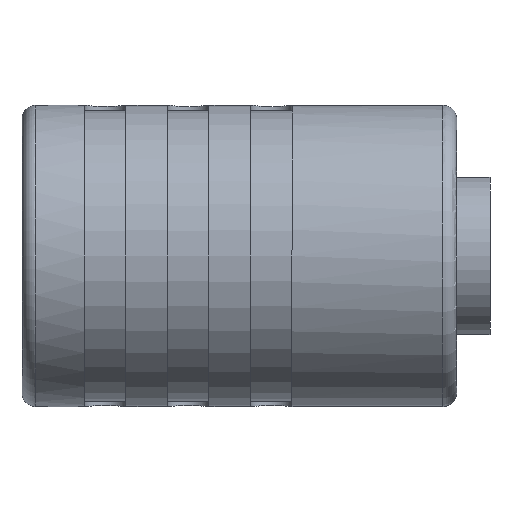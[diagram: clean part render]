
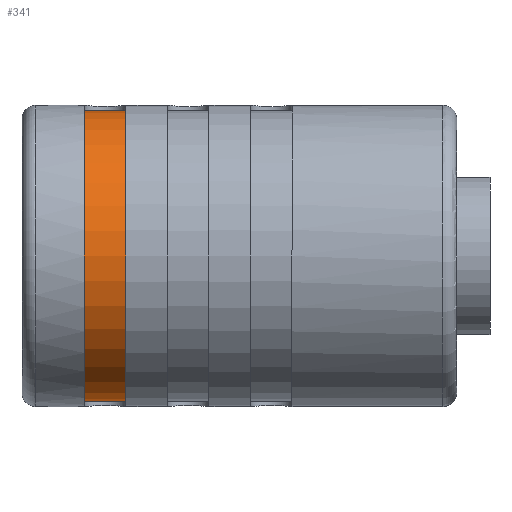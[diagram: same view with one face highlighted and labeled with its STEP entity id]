
A CAD part, front view. The second image highlights one B-rep face of the part: STEP entity #341.
In plain terms, the highlighted cylindrical face has radius 5.25 mm (diameter 10.5 mm), a partial arc.
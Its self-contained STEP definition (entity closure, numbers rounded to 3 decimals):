
#143=B_SPLINE_CURVE_WITH_KNOTS('',3,(#3243,#3244,#3245,#3246,#3247,#3248,
#3249,#3250,#3251,#3252,#3253,#3254,#3255,#3256,#3257,#3258,#3259,#3260,
#3261,#3262,#3263,#3264,#3265,#3266,#3267,#3268,#3269,#3270,#3271,#3272,
#3273),.UNSPECIFIED.,.F.,.F.,(4,3,3,3,3,3,3,3,3,3,4),(0.,0.107,
0.213,0.321,0.428,0.536,
0.642,0.748,0.856,0.964,1.),
 .UNSPECIFIED.);
#144=B_SPLINE_CURVE_WITH_KNOTS('',3,(#3274,#3275,#3276,#3277,#3278,#3279,
#3280,#3281,#3282,#3283,#3284,#3285,#3286,#3287,#3288,#3289,#3290,#3291,
#3292,#3293,#3294,#3295,#3296,#3297,#3298,#3299,#3300,#3301,#3302,#3303,
#3304),.UNSPECIFIED.,.F.,.F.,(4,3,3,3,3,3,3,3,3,3,4),(0.,0.107,
0.213,0.321,0.428,0.536,
0.642,0.748,0.856,0.964,1.),
 .UNSPECIFIED.);
#341=ADVANCED_FACE('',(#484),#405,.T.);
#405=CYLINDRICAL_SURFACE('',#1977,5.25);
#484=FACE_OUTER_BOUND('',#606,.T.);
#606=EDGE_LOOP('',(#1113,#1114,#1115,#1116));
#718=CIRCLE('',#1973,5.25);
#719=CIRCLE('',#1975,5.25);
#1113=ORIENTED_EDGE('',*,*,#1561,.T.);
#1114=ORIENTED_EDGE('',*,*,#1555,.T.);
#1115=ORIENTED_EDGE('',*,*,#1562,.T.);
#1116=ORIENTED_EDGE('',*,*,#1559,.F.);
#1335=VERTEX_POINT('',#3232);
#1336=VERTEX_POINT('',#3233);
#1337=VERTEX_POINT('',#3238);
#1338=VERTEX_POINT('',#3240);
#1555=EDGE_CURVE('',#1335,#1336,#718,.T.);
#1559=EDGE_CURVE('',#1337,#1338,#719,.T.);
#1561=EDGE_CURVE('',#1337,#1335,#143,.T.);
#1562=EDGE_CURVE('',#1336,#1338,#144,.T.);
#1973=AXIS2_PLACEMENT_3D('',#3231,#2444,#2445);
#1975=AXIS2_PLACEMENT_3D('',#3239,#2451,#2452);
#1977=AXIS2_PLACEMENT_3D('',#3305,#2456,#2457);
#2444=DIRECTION('',(-1.,0.,0.));
#2445=DIRECTION('',(0.,0.,-1.));
#2451=DIRECTION('',(-1.,0.,0.));
#2452=DIRECTION('',(0.,0.,-1.));
#2456=DIRECTION('',(-1.,0.,0.));
#2457=DIRECTION('',(0.,0.,-1.));
#3231=CARTESIAN_POINT('',(78.75,20.5,-3.5));
#3232=CARTESIAN_POINT('',(78.75,20.5,-8.75));
#3233=CARTESIAN_POINT('',(78.75,20.5,1.75));
#3238=CARTESIAN_POINT('',(77.25,20.5,-8.75));
#3239=CARTESIAN_POINT('',(77.25,20.5,-3.5));
#3240=CARTESIAN_POINT('',(77.25,20.5,1.75));
#3243=CARTESIAN_POINT('',(77.25,20.5,-8.75));
#3244=CARTESIAN_POINT('',(77.25,20.583,-8.75));
#3245=CARTESIAN_POINT('',(77.264,20.668,-8.748));
#3246=CARTESIAN_POINT('',(77.292,20.747,-8.744));
#3247=CARTESIAN_POINT('',(77.319,20.826,-8.74));
#3248=CARTESIAN_POINT('',(77.36,20.901,-8.735));
#3249=CARTESIAN_POINT('',(77.412,20.966,-8.729));
#3250=CARTESIAN_POINT('',(77.464,21.031,-8.723));
#3251=CARTESIAN_POINT('',(77.528,21.089,-8.717));
#3252=CARTESIAN_POINT('',(77.599,21.134,-8.712));
#3253=CARTESIAN_POINT('',(77.67,21.179,-8.706));
#3254=CARTESIAN_POINT('',(77.75,21.212,-8.702));
#3255=CARTESIAN_POINT('',(77.832,21.231,-8.699));
#3256=CARTESIAN_POINT('',(77.914,21.25,-8.696));
#3257=CARTESIAN_POINT('',(78.,21.255,-8.695));
#3258=CARTESIAN_POINT('',(78.083,21.245,-8.697));
#3259=CARTESIAN_POINT('',(78.166,21.236,-8.698));
#3260=CARTESIAN_POINT('',(78.248,21.213,-8.702));
#3261=CARTESIAN_POINT('',(78.323,21.177,-8.706));
#3262=CARTESIAN_POINT('',(78.398,21.141,-8.711));
#3263=CARTESIAN_POINT('',(78.468,21.092,-8.717));
#3264=CARTESIAN_POINT('',(78.527,21.033,-8.723));
#3265=CARTESIAN_POINT('',(78.587,20.974,-8.729));
#3266=CARTESIAN_POINT('',(78.637,20.904,-8.735));
#3267=CARTESIAN_POINT('',(78.674,20.829,-8.74));
#3268=CARTESIAN_POINT('',(78.711,20.753,-8.744));
#3269=CARTESIAN_POINT('',(78.735,20.67,-8.748));
#3270=CARTESIAN_POINT('',(78.745,20.586,-8.749));
#3271=CARTESIAN_POINT('',(78.748,20.558,-8.75));
#3272=CARTESIAN_POINT('',(78.75,20.529,-8.75));
#3273=CARTESIAN_POINT('',(78.75,20.5,-8.75));
#3274=CARTESIAN_POINT('',(78.75,20.5,1.75));
#3275=CARTESIAN_POINT('',(78.75,20.583,1.75));
#3276=CARTESIAN_POINT('',(78.736,20.668,1.748));
#3277=CARTESIAN_POINT('',(78.708,20.747,1.744));
#3278=CARTESIAN_POINT('',(78.681,20.826,1.74));
#3279=CARTESIAN_POINT('',(78.64,20.901,1.735));
#3280=CARTESIAN_POINT('',(78.588,20.966,1.729));
#3281=CARTESIAN_POINT('',(78.536,21.031,1.723));
#3282=CARTESIAN_POINT('',(78.472,21.089,1.717));
#3283=CARTESIAN_POINT('',(78.401,21.134,1.712));
#3284=CARTESIAN_POINT('',(78.33,21.179,1.706));
#3285=CARTESIAN_POINT('',(78.25,21.212,1.702));
#3286=CARTESIAN_POINT('',(78.168,21.231,1.699));
#3287=CARTESIAN_POINT('',(78.086,21.25,1.696));
#3288=CARTESIAN_POINT('',(78.,21.255,1.695));
#3289=CARTESIAN_POINT('',(77.917,21.245,1.697));
#3290=CARTESIAN_POINT('',(77.834,21.236,1.698));
#3291=CARTESIAN_POINT('',(77.752,21.213,1.702));
#3292=CARTESIAN_POINT('',(77.677,21.177,1.706));
#3293=CARTESIAN_POINT('',(77.602,21.141,1.711));
#3294=CARTESIAN_POINT('',(77.532,21.092,1.717));
#3295=CARTESIAN_POINT('',(77.473,21.033,1.723));
#3296=CARTESIAN_POINT('',(77.413,20.974,1.729));
#3297=CARTESIAN_POINT('',(77.363,20.904,1.735));
#3298=CARTESIAN_POINT('',(77.326,20.829,1.74));
#3299=CARTESIAN_POINT('',(77.289,20.753,1.744));
#3300=CARTESIAN_POINT('',(77.265,20.67,1.748));
#3301=CARTESIAN_POINT('',(77.255,20.586,1.749));
#3302=CARTESIAN_POINT('',(77.252,20.558,1.75));
#3303=CARTESIAN_POINT('',(77.25,20.529,1.75));
#3304=CARTESIAN_POINT('',(77.25,20.5,1.75));
#3305=CARTESIAN_POINT('',(78.75,20.5,-3.5));
